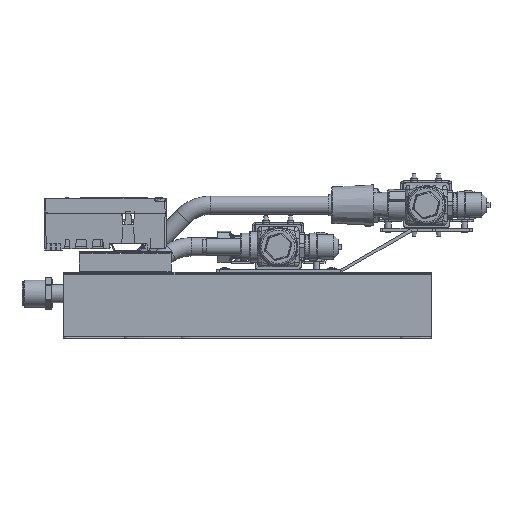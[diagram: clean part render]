
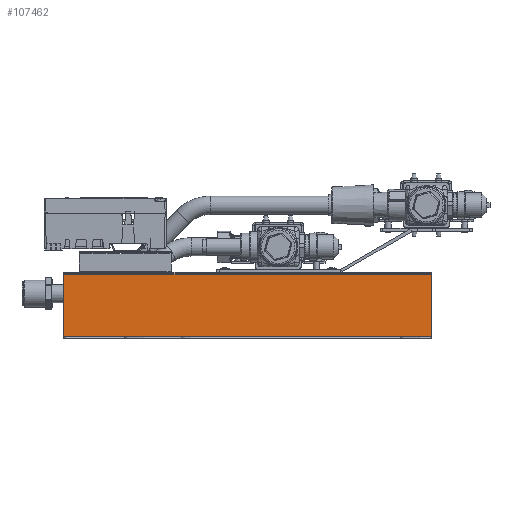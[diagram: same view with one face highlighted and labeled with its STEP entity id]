
A CAD part, left-side view. The second image highlights one B-rep face of the part: STEP entity #107462.
In plain terms, the highlighted planar face has unit normal (-1, 0, 0).
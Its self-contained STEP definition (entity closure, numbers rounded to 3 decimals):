
#14822 = CARTESIAN_POINT ( 'NONE',  ( -411.755, 0., 251.755 ) ) ;
#20606 = CARTESIAN_POINT ( 'NONE',  ( -411.755, -360., 188.991 ) ) ;
#20778 = ORIENTED_EDGE ( 'NONE', *, *, #60300, .T. ) ;
#33221 = VECTOR ( 'NONE', #172465, 1000. ) ;
#42379 = LINE ( 'NONE', #167562, #187555 ) ;
#48145 = DIRECTION ( 'NONE',  ( 1., 0., 0. ) ) ;
#49113 = PLANE ( 'NONE',  #173049 ) ;
#52751 = DIRECTION ( 'NONE',  ( 0., 1., 0. ) ) ;
#52861 = CARTESIAN_POINT ( 'NONE',  ( -411.755, 0., 249.768 ) ) ;
#54889 = ORIENTED_EDGE ( 'NONE', *, *, #157591, .F. ) ;
#60300 = EDGE_CURVE ( 'NONE', #110286, #80516, #175196, .T. ) ;
#63132 = LINE ( 'NONE', #173859, #68561 ) ;
#64322 = CARTESIAN_POINT ( 'NONE',  ( -411.755, 0., 188.991 ) ) ;
#68561 = VECTOR ( 'NONE', #52751, 1000. ) ;
#71997 = DIRECTION ( 'NONE',  ( 0., 0., -1. ) ) ;
#74518 = VECTOR ( 'NONE', #147775, 1000. ) ;
#80516 = VERTEX_POINT ( 'NONE', #52861 ) ;
#80923 = ORIENTED_EDGE ( 'NONE', *, *, #161829, .T. ) ;
#82674 = FACE_OUTER_BOUND ( 'NONE', #114377, .T. ) ;
#83744 = CARTESIAN_POINT ( 'NONE',  ( -411.755, -360., 249.768 ) ) ;
#93199 = LINE ( 'NONE', #14822, #33221 ) ;
#107462 = ADVANCED_FACE ( 'NONE', ( #82674 ), #49113, .F. ) ;
#110286 = VERTEX_POINT ( 'NONE', #180775 ) ;
#114377 = EDGE_LOOP ( 'NONE', ( #80923, #54889, #127026, #20778 ) ) ;
#127026 = ORIENTED_EDGE ( 'NONE', *, *, #146305, .F. ) ;
#142241 = VERTEX_POINT ( 'NONE', #64322 ) ;
#146305 = EDGE_CURVE ( 'NONE', #110286, #197406, #42379, .T. ) ;
#147775 = DIRECTION ( 'NONE',  ( 0., 1., 0. ) ) ;
#157591 = EDGE_CURVE ( 'NONE', #197406, #142241, #63132, .T. ) ;
#161829 = EDGE_CURVE ( 'NONE', #80516, #142241, #93199, .T. ) ;
#167562 = CARTESIAN_POINT ( 'NONE',  ( -411.755, -360., 251.755 ) ) ;
#172210 = CARTESIAN_POINT ( 'NONE',  ( -411.755, -360., 251.755 ) ) ;
#172465 = DIRECTION ( 'NONE',  ( 0., 0., -1. ) ) ;
#173049 = AXIS2_PLACEMENT_3D ( 'NONE', #172210, #48145, #189531 ) ;
#173859 = CARTESIAN_POINT ( 'NONE',  ( -411.755, -360., 188.991 ) ) ;
#175196 = LINE ( 'NONE', #83744, #74518 ) ;
#180775 = CARTESIAN_POINT ( 'NONE',  ( -411.755, -360., 249.768 ) ) ;
#187555 = VECTOR ( 'NONE', #71997, 1000. ) ;
#189531 = DIRECTION ( 'NONE',  ( 0., 0., -1. ) ) ;
#197406 = VERTEX_POINT ( 'NONE', #20606 ) ;
